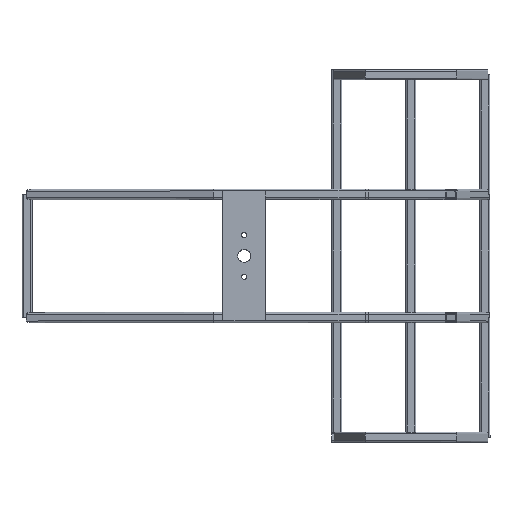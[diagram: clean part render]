
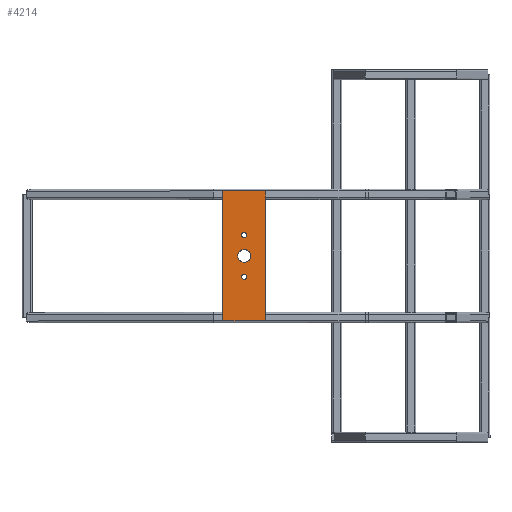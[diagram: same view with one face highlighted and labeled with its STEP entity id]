
A CAD part, top view. The second image highlights one B-rep face of the part: STEP entity #4214.
In plain terms, the highlighted planar face has unit normal (0, 0, 1).
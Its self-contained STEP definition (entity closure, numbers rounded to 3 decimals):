
#215 = FACE_BOUND ( 'NONE', #19181, .T. ) ;
#217 = LINE ( 'NONE', #14248, #7052 ) ;
#240 = VERTEX_POINT ( 'NONE', #20446 ) ;
#676 = ORIENTED_EDGE ( 'NONE', *, *, #13740, .T. ) ;
#710 = AXIS2_PLACEMENT_3D ( 'NONE', #3817, #22079, #6491 ) ;
#794 = EDGE_LOOP ( 'NONE', ( #2302, #19369 ) ) ;
#944 = VERTEX_POINT ( 'NONE', #4348 ) ;
#1415 = CIRCLE ( 'NONE', #14070, 3. ) ;
#1546 = DIRECTION ( 'NONE',  ( -1., 0., 0. ) ) ;
#1778 = CIRCLE ( 'NONE', #710, 3. ) ;
#2018 = FACE_BOUND ( 'NONE', #794, .T. ) ;
#2120 = FACE_BOUND ( 'NONE', #6624, .T. ) ;
#2302 = ORIENTED_EDGE ( 'NONE', *, *, #10235, .T. ) ;
#2382 = VECTOR ( 'NONE', #2413, 1000. ) ;
#2413 = DIRECTION ( 'NONE',  ( -1., 0., 0. ) ) ;
#2636 = EDGE_CURVE ( 'NONE', #240, #11623, #1415, .T. ) ;
#3555 = DIRECTION ( 'NONE',  ( 0., 0., -1. ) ) ;
#3727 = PLANE ( 'NONE',  #21863 ) ;
#3817 = CARTESIAN_POINT ( 'NONE',  ( -194.995, 24.25, 79. ) ) ;
#3949 = FACE_OUTER_BOUND ( 'NONE', #21330, .T. ) ;
#4160 = CARTESIAN_POINT ( 'NONE',  ( -194.995, -24.25, 79. ) ) ;
#4214 = ADVANCED_FACE ( 'NONE', ( #2018, #215, #2120, #3949 ), #3727, .F. ) ;
#4216 = VERTEX_POINT ( 'NONE', #8917 ) ;
#4300 = CIRCLE ( 'NONE', #7906, 3. ) ;
#4348 = CARTESIAN_POINT ( 'NONE',  ( -191.995, -24.25, 79. ) ) ;
#4492 = EDGE_CURVE ( 'NONE', #944, #16169, #4300, .T. ) ;
#4712 = CARTESIAN_POINT ( 'NONE',  ( -194.995, -24.25, 79. ) ) ;
#5011 = VECTOR ( 'NONE', #15807, 1000. ) ;
#5073 = ORIENTED_EDGE ( 'NONE', *, *, #4492, .T. ) ;
#5078 = LINE ( 'NONE', #7222, #5011 ) ;
#5081 = CARTESIAN_POINT ( 'NONE',  ( -194.995, 24.25, 79. ) ) ;
#5451 = EDGE_CURVE ( 'NONE', #17942, #10621, #217, .T. ) ;
#5534 = CARTESIAN_POINT ( 'NONE',  ( 0., 0., 79. ) ) ;
#5814 = CARTESIAN_POINT ( 'NONE',  ( -219.995, -76., 79. ) ) ;
#5881 = VERTEX_POINT ( 'NONE', #10495 ) ;
#6118 = AXIS2_PLACEMENT_3D ( 'NONE', #18934, #3555, #12145 ) ;
#6438 = EDGE_CURVE ( 'NONE', #5881, #17942, #7506, .T. ) ;
#6491 = DIRECTION ( 'NONE',  ( -1., 0., 0. ) ) ;
#6530 = DIRECTION ( 'NONE',  ( 0., 0., -1. ) ) ;
#6624 = EDGE_LOOP ( 'NONE', ( #676, #5073 ) ) ;
#7052 = VECTOR ( 'NONE', #12762, 1000. ) ;
#7222 = CARTESIAN_POINT ( 'NONE',  ( -169.995, -76., 79. ) ) ;
#7369 = DIRECTION ( 'NONE',  ( 0., 0., -1. ) ) ;
#7506 = LINE ( 'NONE', #5814, #2382 ) ;
#7816 = VERTEX_POINT ( 'NONE', #16108 ) ;
#7846 = ORIENTED_EDGE ( 'NONE', *, *, #20714, .F. ) ;
#7906 = AXIS2_PLACEMENT_3D ( 'NONE', #4160, #10373, #1546 ) ;
#8917 = CARTESIAN_POINT ( 'NONE',  ( -169.995, 76., 79. ) ) ;
#8962 = ORIENTED_EDGE ( 'NONE', *, *, #13435, .F. ) ;
#9024 = DIRECTION ( 'NONE',  ( 0., 0., -1. ) ) ;
#9056 = CARTESIAN_POINT ( 'NONE',  ( -194.995, 0., 79. ) ) ;
#9493 = AXIS2_PLACEMENT_3D ( 'NONE', #9056, #7369, #13923 ) ;
#9770 = ORIENTED_EDGE ( 'NONE', *, *, #6438, .F. ) ;
#10211 = ORIENTED_EDGE ( 'NONE', *, *, #5451, .F. ) ;
#10235 = EDGE_CURVE ( 'NONE', #7816, #13549, #15866, .T. ) ;
#10373 = DIRECTION ( 'NONE',  ( 0., 0., -1. ) ) ;
#10495 = CARTESIAN_POINT ( 'NONE',  ( -169.995, -76., 79. ) ) ;
#10621 = VERTEX_POINT ( 'NONE', #17198 ) ;
#11259 = EDGE_CURVE ( 'NONE', #11623, #240, #1778, .T. ) ;
#11623 = VERTEX_POINT ( 'NONE', #12569 ) ;
#11866 = DIRECTION ( 'NONE',  ( 0., 0., -1. ) ) ;
#11877 = DIRECTION ( 'NONE',  ( 1., 0., 0. ) ) ;
#12145 = DIRECTION ( 'NONE',  ( -1., 0., 0. ) ) ;
#12569 = CARTESIAN_POINT ( 'NONE',  ( -197.995, 24.25, 79. ) ) ;
#12746 = CARTESIAN_POINT ( 'NONE',  ( -187.495, 0., 79. ) ) ;
#12762 = DIRECTION ( 'NONE',  ( 0., 1., 0. ) ) ;
#13143 = VECTOR ( 'NONE', #11877, 1000. ) ;
#13435 = EDGE_CURVE ( 'NONE', #4216, #5881, #5078, .T. ) ;
#13549 = VERTEX_POINT ( 'NONE', #12746 ) ;
#13663 = CARTESIAN_POINT ( 'NONE',  ( -197.995, -24.25, 79. ) ) ;
#13740 = EDGE_CURVE ( 'NONE', #16169, #944, #21283, .T. ) ;
#13923 = DIRECTION ( 'NONE',  ( -1., 0., 0. ) ) ;
#14070 = AXIS2_PLACEMENT_3D ( 'NONE', #5081, #11866, #15469 ) ;
#14248 = CARTESIAN_POINT ( 'NONE',  ( -219.995, 76., 79. ) ) ;
#14328 = LINE ( 'NONE', #21221, #13143 ) ;
#15002 = DIRECTION ( 'NONE',  ( -1., 0., 0. ) ) ;
#15469 = DIRECTION ( 'NONE',  ( -1., 0., 0. ) ) ;
#15807 = DIRECTION ( 'NONE',  ( 0., -1., 0. ) ) ;
#15866 = CIRCLE ( 'NONE', #6118, 7.5 ) ;
#15935 = DIRECTION ( 'NONE',  ( 1., 0., 0. ) ) ;
#16108 = CARTESIAN_POINT ( 'NONE',  ( -202.495, 0., 79. ) ) ;
#16169 = VERTEX_POINT ( 'NONE', #13663 ) ;
#16222 = ORIENTED_EDGE ( 'NONE', *, *, #11259, .T. ) ;
#17198 = CARTESIAN_POINT ( 'NONE',  ( -219.995, 76., 79. ) ) ;
#17445 = CIRCLE ( 'NONE', #9493, 7.5 ) ;
#17619 = EDGE_CURVE ( 'NONE', #13549, #7816, #17445, .T. ) ;
#17942 = VERTEX_POINT ( 'NONE', #20783 ) ;
#18794 = ORIENTED_EDGE ( 'NONE', *, *, #2636, .T. ) ;
#18934 = CARTESIAN_POINT ( 'NONE',  ( -194.995, 0., 79. ) ) ;
#19181 = EDGE_LOOP ( 'NONE', ( #16222, #18794 ) ) ;
#19369 = ORIENTED_EDGE ( 'NONE', *, *, #17619, .T. ) ;
#19832 = AXIS2_PLACEMENT_3D ( 'NONE', #4712, #6530, #15002 ) ;
#20446 = CARTESIAN_POINT ( 'NONE',  ( -191.995, 24.25, 79. ) ) ;
#20714 = EDGE_CURVE ( 'NONE', #10621, #4216, #14328, .T. ) ;
#20783 = CARTESIAN_POINT ( 'NONE',  ( -219.995, -76., 79. ) ) ;
#21221 = CARTESIAN_POINT ( 'NONE',  ( -169.995, 76., 79. ) ) ;
#21283 = CIRCLE ( 'NONE', #19832, 3. ) ;
#21330 = EDGE_LOOP ( 'NONE', ( #7846, #10211, #9770, #8962 ) ) ;
#21863 = AXIS2_PLACEMENT_3D ( 'NONE', #5534, #9024, #15935 ) ;
#22079 = DIRECTION ( 'NONE',  ( 0., 0., -1. ) ) ;
